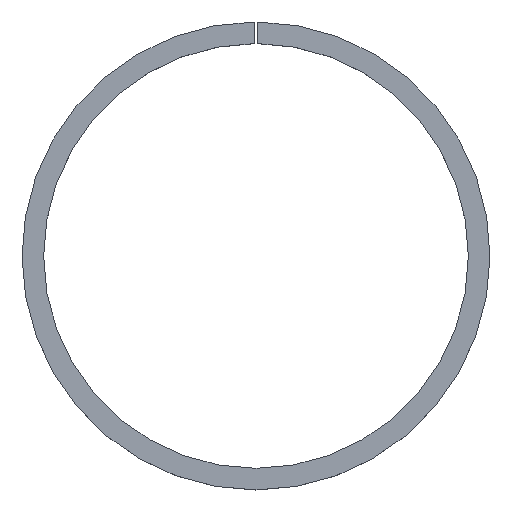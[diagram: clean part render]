
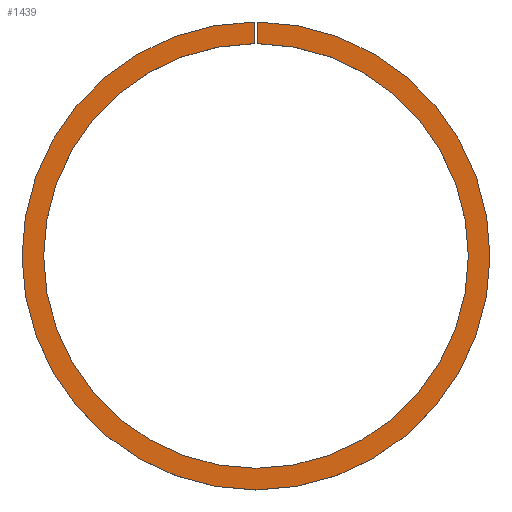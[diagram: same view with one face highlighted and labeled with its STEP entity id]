
A CAD part, top view. The second image highlights one B-rep face of the part: STEP entity #1439.
In plain terms, the highlighted planar face has unit normal (0, 0, 1).
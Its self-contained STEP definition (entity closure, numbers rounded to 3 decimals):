
#546 = AXIS2_PLACEMENT_3D ( 'NONE', #2562, #9114, #9035 ) ;
#698 = FACE_OUTER_BOUND ( 'NONE', #3584, .T. ) ;
#751 = CIRCLE ( 'NONE', #546, 59. ) ;
#1261 = CARTESIAN_POINT ( 'NONE',  ( -0.5, 0., 6. ) ) ;
#1439 = ADVANCED_FACE ( 'NONE', ( #698 ), #9682, .F. ) ;
#2194 = LINE ( 'NONE', #1261, #6102 ) ;
#2281 = ORIENTED_EDGE ( 'NONE', *, *, #9749, .T. ) ;
#2392 = DIRECTION ( 'NONE',  ( 0., 0., -1. ) ) ;
#2475 = DIRECTION ( 'NONE',  ( -1., 0., 0. ) ) ;
#2562 = CARTESIAN_POINT ( 'NONE',  ( 0., 0., 6. ) ) ;
#3236 = AXIS2_PLACEMENT_3D ( 'NONE', #5179, #2392, #6191 ) ;
#3584 = EDGE_LOOP ( 'NONE', ( #4892, #9573, #2281, #11658 ) ) ;
#3622 = DIRECTION ( 'NONE',  ( 0., 1., 0. ) ) ;
#4433 = VERTEX_POINT ( 'NONE', #5437 ) ;
#4719 = AXIS2_PLACEMENT_3D ( 'NONE', #4912, #5834, #2475 ) ;
#4892 = ORIENTED_EDGE ( 'NONE', *, *, #10284, .F. ) ;
#4907 = VECTOR ( 'NONE', #3622, 1000. ) ;
#4912 = CARTESIAN_POINT ( 'NONE',  ( 0., -59., 6. ) ) ;
#5179 = CARTESIAN_POINT ( 'NONE',  ( 0., 0., 6. ) ) ;
#5437 = CARTESIAN_POINT ( 'NONE',  ( 0.5, 64.998, 6. ) ) ;
#5834 = DIRECTION ( 'NONE',  ( 0., 0., -1. ) ) ;
#6102 = VECTOR ( 'NONE', #8692, 1000. ) ;
#6191 = DIRECTION ( 'NONE',  ( -1., 0., 0. ) ) ;
#6589 = CARTESIAN_POINT ( 'NONE',  ( 0.5, 58.998, 6. ) ) ;
#6779 = VERTEX_POINT ( 'NONE', #6589 ) ;
#6867 = EDGE_CURVE ( 'NONE', #7006, #7485, #2194, .T. ) ;
#7006 = VERTEX_POINT ( 'NONE', #7346 ) ;
#7242 = CARTESIAN_POINT ( 'NONE',  ( 0.5, 0., 6. ) ) ;
#7346 = CARTESIAN_POINT ( 'NONE',  ( -0.5, 58.998, 6. ) ) ;
#7485 = VERTEX_POINT ( 'NONE', #10657 ) ;
#8692 = DIRECTION ( 'NONE',  ( 0., 1., 0. ) ) ;
#9035 = DIRECTION ( 'NONE',  ( -1., 0., 0. ) ) ;
#9114 = DIRECTION ( 'NONE',  ( 0., 0., -1. ) ) ;
#9573 = ORIENTED_EDGE ( 'NONE', *, *, #10924, .F. ) ;
#9682 = PLANE ( 'NONE',  #4719 ) ;
#9749 = EDGE_CURVE ( 'NONE', #6779, #7006, #751, .T. ) ;
#10284 = EDGE_CURVE ( 'NONE', #4433, #7485, #10997, .T. ) ;
#10657 = CARTESIAN_POINT ( 'NONE',  ( -0.5, 64.998, 6. ) ) ;
#10839 = LINE ( 'NONE', #7242, #4907 ) ;
#10924 = EDGE_CURVE ( 'NONE', #6779, #4433, #10839, .T. ) ;
#10997 = CIRCLE ( 'NONE', #3236, 65. ) ;
#11658 = ORIENTED_EDGE ( 'NONE', *, *, #6867, .T. ) ;
